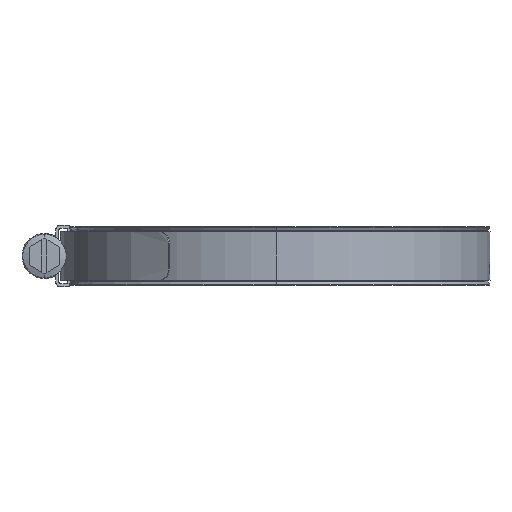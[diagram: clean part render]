
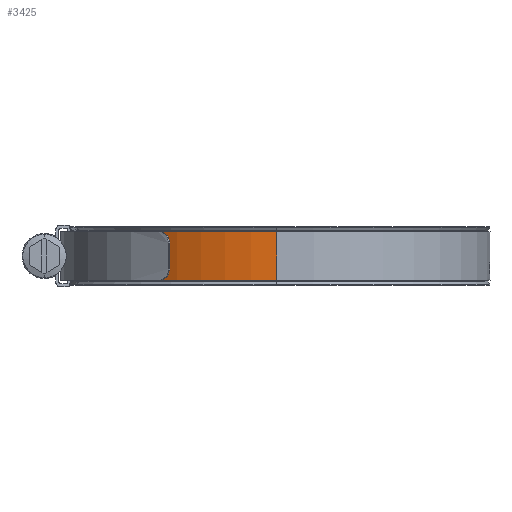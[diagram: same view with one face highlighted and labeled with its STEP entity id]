
A CAD part, left-side view. The second image highlights one B-rep face of the part: STEP entity #3425.
In plain terms, the highlighted cylindrical face has radius 55.53 mm (diameter 111.06 mm), a partial arc.
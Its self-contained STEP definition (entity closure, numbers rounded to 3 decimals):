
#591 = CARTESIAN_POINT ( 'NONE',  ( 0., 0., 6.35 ) ) ;
#1705 = CARTESIAN_POINT ( 'NONE',  ( 0., 55.53, 6.35 ) ) ;
#1711 = DIRECTION ( 'NONE',  ( 0., 0., -1. ) ) ;
#2595 = CARTESIAN_POINT ( 'NONE',  ( -55.53, 0., -6.35 ) ) ;
#2854 = VECTOR ( 'NONE', #1711, 1000. ) ;
#2947 = DIRECTION ( 'NONE',  ( 0., 0., 1. ) ) ;
#3025 = CARTESIAN_POINT ( 'NONE',  ( 0., 0., 6.35 ) ) ;
#3207 = CARTESIAN_POINT ( 'NONE',  ( 0., 55.53, 6.35 ) ) ;
#3259 = VERTEX_POINT ( 'NONE', #3962 ) ;
#3263 = VERTEX_POINT ( 'NONE', #3207 ) ;
#3413 = EDGE_CURVE ( 'NONE', #3259, #7391, #3860, .T. ) ;
#3425 = ADVANCED_FACE ( 'NONE', ( #10407 ), #13565, .T. ) ;
#3561 = VERTEX_POINT ( 'NONE', #9630 ) ;
#3701 = EDGE_CURVE ( 'NONE', #3561, #7391, #5087, .T. ) ;
#3860 = LINE ( 'NONE', #5055, #2854 ) ;
#3962 = CARTESIAN_POINT ( 'NONE',  ( -55.53, 0., 6.35 ) ) ;
#4077 = DIRECTION ( 'NONE',  ( 0., 0., 1. ) ) ;
#4973 = DIRECTION ( 'NONE',  ( 1., 0., 0. ) ) ;
#5055 = CARTESIAN_POINT ( 'NONE',  ( -55.53, 0., 6.35 ) ) ;
#5087 = CIRCLE ( 'NONE', #12886, 55.53 ) ;
#5351 = VECTOR ( 'NONE', #6926, 1000. ) ;
#5960 = ORIENTED_EDGE ( 'NONE', *, *, #10758, .T. ) ;
#6926 = DIRECTION ( 'NONE',  ( 0., 0., -1. ) ) ;
#7070 = DIRECTION ( 'NONE',  ( 1., 0., 0. ) ) ;
#7182 = EDGE_LOOP ( 'NONE', ( #10835, #12027, #5960, #13212 ) ) ;
#7192 = EDGE_CURVE ( 'NONE', #3263, #3259, #10853, .T. ) ;
#7263 = DIRECTION ( 'NONE',  ( 0., 0., -1. ) ) ;
#7391 = VERTEX_POINT ( 'NONE', #2595 ) ;
#9079 = DIRECTION ( 'NONE',  ( -1., 0., 0. ) ) ;
#9630 = CARTESIAN_POINT ( 'NONE',  ( 0., 55.53, -6.35 ) ) ;
#9737 = AXIS2_PLACEMENT_3D ( 'NONE', #3025, #7263, #9079 ) ;
#10260 = LINE ( 'NONE', #1705, #5351 ) ;
#10392 = CARTESIAN_POINT ( 'NONE',  ( 0., 0., -6.35 ) ) ;
#10407 = FACE_OUTER_BOUND ( 'NONE', #7182, .T. ) ;
#10758 = EDGE_CURVE ( 'NONE', #3263, #3561, #10260, .T. ) ;
#10835 = ORIENTED_EDGE ( 'NONE', *, *, #3413, .F. ) ;
#10853 = CIRCLE ( 'NONE', #13540, 55.53 ) ;
#12027 = ORIENTED_EDGE ( 'NONE', *, *, #7192, .F. ) ;
#12886 = AXIS2_PLACEMENT_3D ( 'NONE', #10392, #2947, #4973 ) ;
#13212 = ORIENTED_EDGE ( 'NONE', *, *, #3701, .T. ) ;
#13540 = AXIS2_PLACEMENT_3D ( 'NONE', #591, #4077, #7070 ) ;
#13565 = CYLINDRICAL_SURFACE ( 'NONE', #9737, 55.53 ) ;
